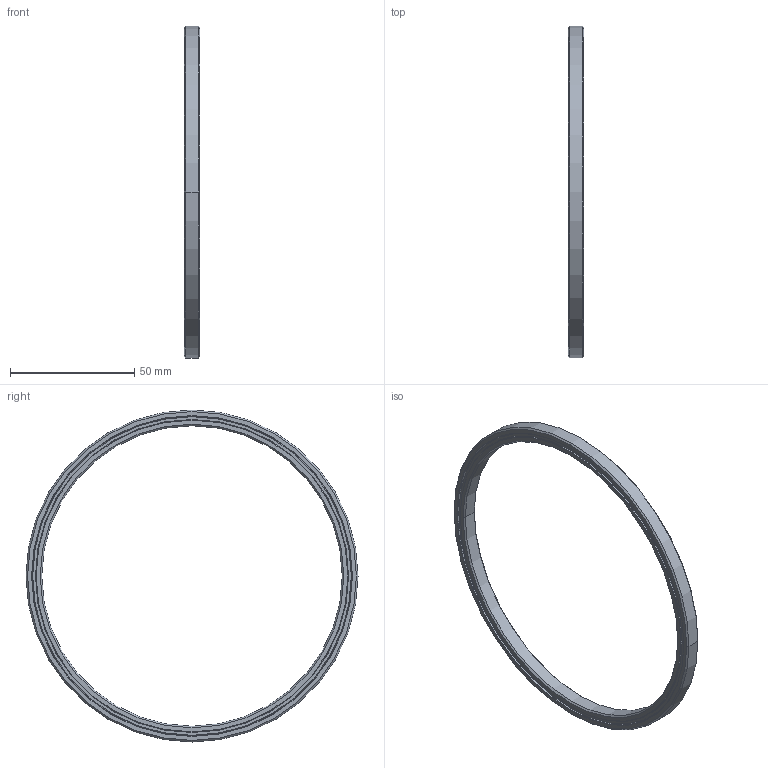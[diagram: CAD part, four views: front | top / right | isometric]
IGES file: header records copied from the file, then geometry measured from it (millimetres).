
Start section: TurboCAD 2017 Professional 24.0, IMSIDesign, LLC
Global section: author: NULL; organization: NULL; date: 20171213.161710; units: inch
Bounding box: 6.35 x 133.35 x 133.35 mm (x, y, z)
Surface area: 19496.5 mm2 (no closed solid volume)
Topology: 0 solids, 0 shells, 465 faces, 2716 edges, 2476 vertices
Faces by surface type: revolution 280, extrusion 185
